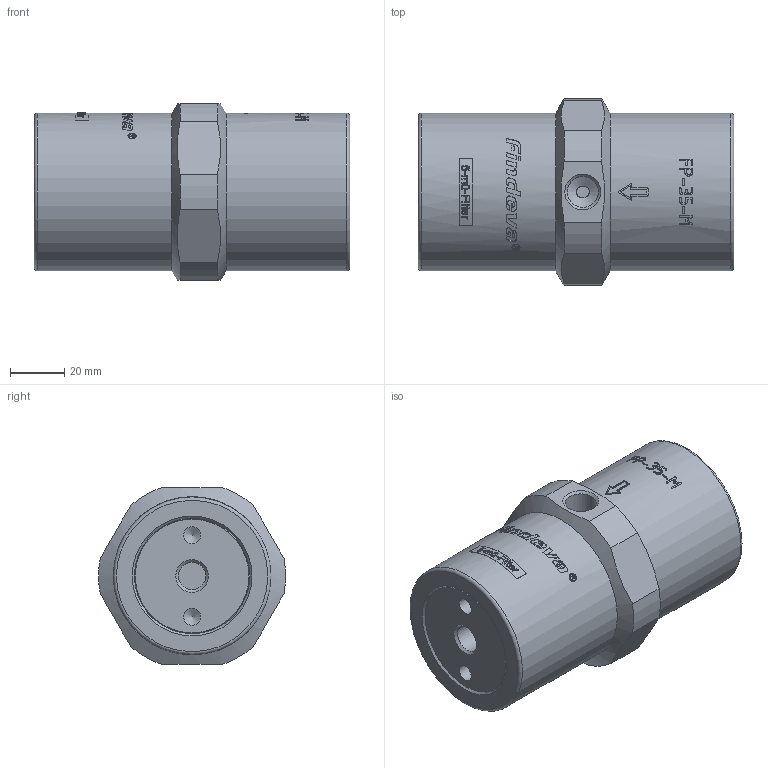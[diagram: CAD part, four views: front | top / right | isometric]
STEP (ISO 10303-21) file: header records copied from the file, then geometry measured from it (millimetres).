
FILE_DESCRIPTION((''),'2;1');
FILE_NAME('9035-20-M.stp','2012-04-02T23:12:34',('Petr'),(''),'Autodesk Inventor 2011','Autodesk Inventor 2011','');
FILE_SCHEMA(('CONFIG_CONTROL_DESIGN'));
Length unit declared in the file: millimetre
Products named in the file (1): 9035-20-M
Bounding box: 116 x 68.73 x 65 mm (x, y, z)
Volume: 315843.7 mm3; surface area: 30178.2 mm2
Topology: 1 solids, 3 shells, 463 faces, 1227 edges, 815 vertices
Faces by surface type: plane 194, bspline 193, cylinder 60, cone 14, torus 2
Full cylindrical faces by diameter (mm): 6.2 x4, 10.106 x1, 11.445 x2, 58 x2
Entity records: 48968 total; most frequent: CARTESIAN_POINT 38782, ORIENTED_EDGE 2382, DIRECTION 1343, EDGE_CURVE 1191, VERTEX_POINT 804, B_SPLINE_CURVE_WITH_KNOTS 549, EDGE_LOOP 533, FACE_OUTER_BOUND 463
